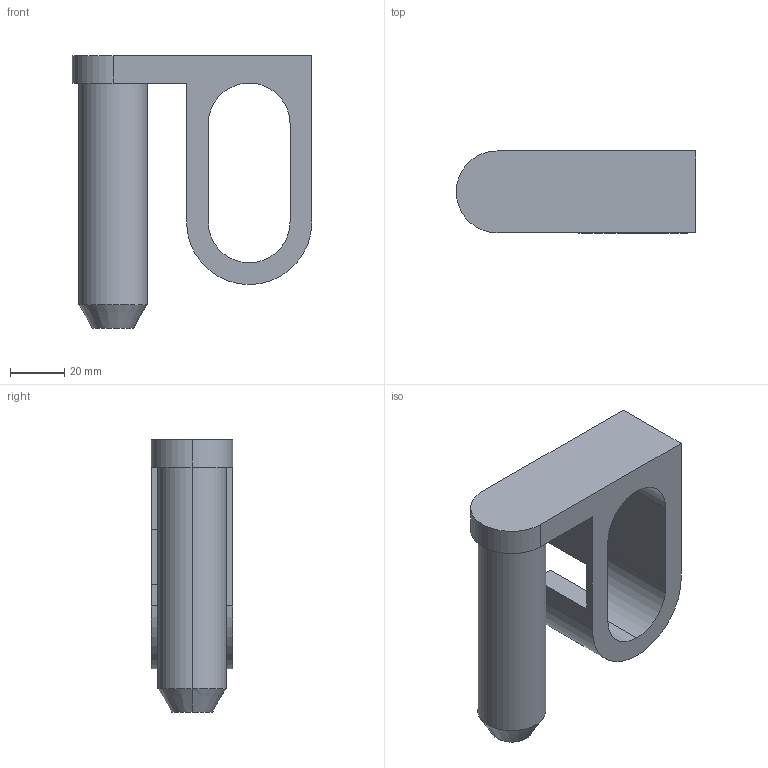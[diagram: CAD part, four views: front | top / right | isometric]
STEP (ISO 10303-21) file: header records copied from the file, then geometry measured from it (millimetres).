
FILE_DESCRIPTION (( 'STEP AP203' ), '1' );
FILE_NAME ('腻疰囹咫黖赅戾瘥_1.2.STEP', '2023-05-30T10:06:53', ( '' ), ( '' ), 'SwSTEP 2.0', 'SolidWorks 2022', '' );
FILE_SCHEMA (( 'CONFIG_CONTROL_DESIGN' ));
Length unit declared in the file: millimetre
Products named in the file (1): Держатель_камеры_1.2
Bounding box: 88 x 30 x 100 mm (x, y, z)
Volume: 105522 mm3; surface area: 24988 mm2
Topology: 1 solids, 1 shells, 23 faces, 61 edges, 40 vertices
Faces by surface type: plane 12, cylinder 9, cone 2
Entity records: 800 total; most frequent: DIRECTION 129, CARTESIAN_POINT 125, ORIENTED_EDGE 122, EDGE_CURVE 61, AXIS2_PLACEMENT_3D 44, LINE 41, VECTOR 41, VERTEX_POINT 40
